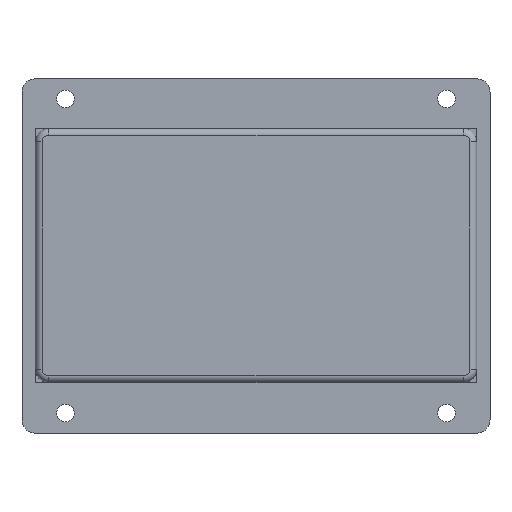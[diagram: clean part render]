
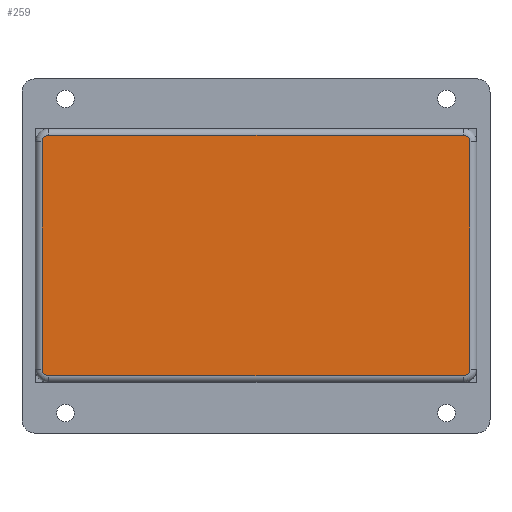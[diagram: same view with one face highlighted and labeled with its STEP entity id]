
A CAD part, top view. The second image highlights one B-rep face of the part: STEP entity #259.
In plain terms, the highlighted planar face has unit normal (0, 0, 1).
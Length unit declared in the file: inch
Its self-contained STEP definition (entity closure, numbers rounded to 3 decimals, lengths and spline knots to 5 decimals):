
#65 = CARTESIAN_POINT ( 'NONE',  ( -1.9375, -1.125, 2.3125 ) ) ;
#110 = CARTESIAN_POINT ( 'NONE',  ( -2., -1.0625, 2.3125 ) ) ;
#112 = VECTOR ( 'NONE', #4251, 39.37008 ) ;
#120 = CARTESIAN_POINT ( 'NONE',  ( 2., 1.0625, 2.3125 ) ) ;
#125 = ORIENTED_EDGE ( 'NONE', *, *, #1666, .T. ) ;
#138 = CIRCLE ( 'NONE', #3264, 0.0625 ) ;
#213 = VERTEX_POINT ( 'NONE', #2429 ) ;
#219 = ORIENTED_EDGE ( 'NONE', *, *, #1154, .T. ) ;
#259 = ADVANCED_FACE ( 'NONE', ( #5279 ), #292, .T. ) ;
#292 = PLANE ( 'NONE',  #1579 ) ;
#304 = VECTOR ( 'NONE', #2882, 39.37008 ) ;
#484 = ORIENTED_EDGE ( 'NONE', *, *, #5333, .T. ) ;
#563 = CARTESIAN_POINT ( 'NONE',  ( -1.9375, 1.125, 2.3125 ) ) ;
#729 = VECTOR ( 'NONE', #4797, 39.37008 ) ;
#843 = DIRECTION ( 'NONE',  ( 1., 0., 0. ) ) ;
#860 = ORIENTED_EDGE ( 'NONE', *, *, #4244, .T. ) ;
#957 = ORIENTED_EDGE ( 'NONE', *, *, #4255, .T. ) ;
#978 = ORIENTED_EDGE ( 'NONE', *, *, #4690, .T. ) ;
#1035 = VERTEX_POINT ( 'NONE', #1291 ) ;
#1053 = CARTESIAN_POINT ( 'NONE',  ( -2., -1.0625, 2.3125 ) ) ;
#1116 = CARTESIAN_POINT ( 'NONE',  ( 1.9375, -1.0625, 2.3125 ) ) ;
#1154 = EDGE_CURVE ( 'NONE', #3381, #213, #5878, .T. ) ;
#1163 = VECTOR ( 'NONE', #5273, 39.37008 ) ;
#1199 = CARTESIAN_POINT ( 'NONE',  ( -2., 1.0625, 2.3125 ) ) ;
#1291 = CARTESIAN_POINT ( 'NONE',  ( 2., -1.0625, 2.3125 ) ) ;
#1307 = DIRECTION ( 'NONE',  ( 0., 0., 1. ) ) ;
#1370 = CARTESIAN_POINT ( 'NONE',  ( -1.9375, 1.0625, 2.3125 ) ) ;
#1372 = EDGE_LOOP ( 'NONE', ( #860, #484, #978, #2616, #957, #219, #2584, #125 ) ) ;
#1579 = AXIS2_PLACEMENT_3D ( 'NONE', #5446, #1307, #843 ) ;
#1666 = EDGE_CURVE ( 'NONE', #3739, #4324, #4166, .T. ) ;
#1884 = DIRECTION ( 'NONE',  ( 0., 0., 1. ) ) ;
#1971 = DIRECTION ( 'NONE',  ( 0., 0., 1. ) ) ;
#2188 = CIRCLE ( 'NONE', #3310, 0.0625 ) ;
#2230 = LINE ( 'NONE', #5447, #304 ) ;
#2362 = VERTEX_POINT ( 'NONE', #110 ) ;
#2429 = CARTESIAN_POINT ( 'NONE',  ( 1.9375, 1.125, 2.3125 ) ) ;
#2584 = ORIENTED_EDGE ( 'NONE', *, *, #2746, .T. ) ;
#2616 = ORIENTED_EDGE ( 'NONE', *, *, #4195, .T. ) ;
#2721 = LINE ( 'NONE', #120, #1163 ) ;
#2746 = EDGE_CURVE ( 'NONE', #213, #3739, #2230, .T. ) ;
#2805 = CARTESIAN_POINT ( 'NONE',  ( 1.9375, 1.0625, 2.3125 ) ) ;
#2882 = DIRECTION ( 'NONE',  ( -1., 0., 0. ) ) ;
#3186 = CARTESIAN_POINT ( 'NONE',  ( 2., 1.0625, 2.3125 ) ) ;
#3264 = AXIS2_PLACEMENT_3D ( 'NONE', #1116, #1971, #3899 ) ;
#3310 = AXIS2_PLACEMENT_3D ( 'NONE', #4436, #4018, #4497 ) ;
#3341 = CARTESIAN_POINT ( 'NONE',  ( 1.9375, -1.125, 2.3125 ) ) ;
#3381 = VERTEX_POINT ( 'NONE', #3186 ) ;
#3739 = VERTEX_POINT ( 'NONE', #563 ) ;
#3742 = DIRECTION ( 'NONE',  ( 1., 0., 0. ) ) ;
#3854 = CARTESIAN_POINT ( 'NONE',  ( 1.9375, -1.125, 2.3125 ) ) ;
#3899 = DIRECTION ( 'NONE',  ( 1., 0., 0. ) ) ;
#3994 = LINE ( 'NONE', #3341, #112 ) ;
#4018 = DIRECTION ( 'NONE',  ( 0., 0., 1. ) ) ;
#4166 = CIRCLE ( 'NONE', #6070, 0.0625 ) ;
#4195 = EDGE_CURVE ( 'NONE', #4836, #1035, #138, .T. ) ;
#4244 = EDGE_CURVE ( 'NONE', #4324, #2362, #5821, .T. ) ;
#4251 = DIRECTION ( 'NONE',  ( 1., 0., 0. ) ) ;
#4255 = EDGE_CURVE ( 'NONE', #1035, #3381, #2721, .T. ) ;
#4324 = VERTEX_POINT ( 'NONE', #1199 ) ;
#4436 = CARTESIAN_POINT ( 'NONE',  ( -1.9375, -1.0625, 2.3125 ) ) ;
#4497 = DIRECTION ( 'NONE',  ( 1., 0., 0. ) ) ;
#4690 = EDGE_CURVE ( 'NONE', #5186, #4836, #3994, .T. ) ;
#4797 = DIRECTION ( 'NONE',  ( 0., -1., 0. ) ) ;
#4836 = VERTEX_POINT ( 'NONE', #3854 ) ;
#5081 = AXIS2_PLACEMENT_3D ( 'NONE', #2805, #1884, #3742 ) ;
#5186 = VERTEX_POINT ( 'NONE', #65 ) ;
#5273 = DIRECTION ( 'NONE',  ( 0., 1., 0. ) ) ;
#5279 = FACE_OUTER_BOUND ( 'NONE', #1372, .T. ) ;
#5333 = EDGE_CURVE ( 'NONE', #2362, #5186, #2188, .T. ) ;
#5421 = DIRECTION ( 'NONE',  ( 1., 0., 0. ) ) ;
#5446 = CARTESIAN_POINT ( 'NONE',  ( 1.9375, -1.0625, 2.3125 ) ) ;
#5447 = CARTESIAN_POINT ( 'NONE',  ( -1.9375, 1.125, 2.3125 ) ) ;
#5821 = LINE ( 'NONE', #1053, #729 ) ;
#5878 = CIRCLE ( 'NONE', #5081, 0.0625 ) ;
#5983 = DIRECTION ( 'NONE',  ( 0., 0., 1. ) ) ;
#6070 = AXIS2_PLACEMENT_3D ( 'NONE', #1370, #5983, #5421 ) ;
